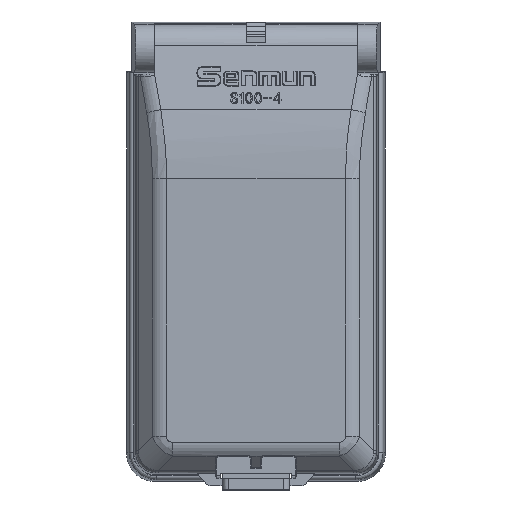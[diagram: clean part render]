
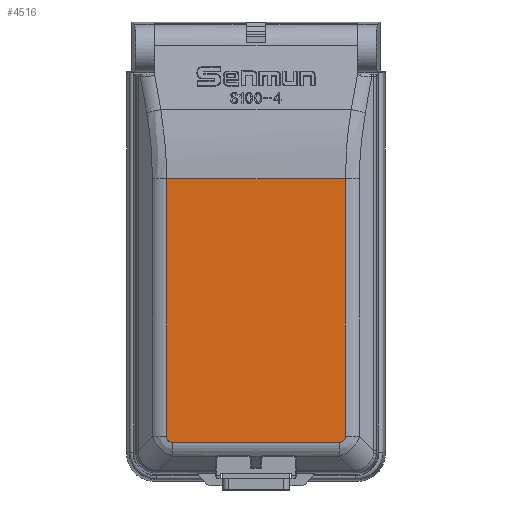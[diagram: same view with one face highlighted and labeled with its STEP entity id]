
A CAD part, top view. The second image highlights one B-rep face of the part: STEP entity #4516.
In plain terms, the highlighted planar face has unit normal (0, 0, 1).
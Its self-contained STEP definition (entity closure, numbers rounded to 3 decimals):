
#488=ELLIPSE('',#27859,3.637,2.1);
#489=ELLIPSE('',#27860,3.637,2.1);
#4516=ADVANCED_FACE('',(#6607),#5538,.F.);
#5538=PLANE('',#27861);
#6607=FACE_OUTER_BOUND('',#8160,.T.);
#8160=EDGE_LOOP('',(#14311,#14312,#14313,#14314,#14315,#14316));
#14311=ORIENTED_EDGE('',*,*,#21111,.T.);
#14312=ORIENTED_EDGE('',*,*,#21112,.T.);
#14313=ORIENTED_EDGE('',*,*,#21113,.T.);
#14314=ORIENTED_EDGE('',*,*,#21114,.T.);
#14315=ORIENTED_EDGE('',*,*,#21115,.T.);
#14316=ORIENTED_EDGE('',*,*,#21116,.T.);
#17977=VERTEX_POINT('',#80359);
#17978=VERTEX_POINT('',#80360);
#17979=VERTEX_POINT('',#80362);
#17980=VERTEX_POINT('',#80364);
#17981=VERTEX_POINT('',#80366);
#17982=VERTEX_POINT('',#80368);
#21111=EDGE_CURVE('',#17977,#17978,#488,.T.);
#21112=EDGE_CURVE('',#17978,#17979,#23714,.T.);
#21113=EDGE_CURVE('',#17979,#17980,#23715,.T.);
#21114=EDGE_CURVE('',#17980,#17981,#23716,.T.);
#21115=EDGE_CURVE('',#17981,#17982,#489,.T.);
#21116=EDGE_CURVE('',#17982,#17977,#23717,.T.);
#23714=LINE('',#80361,#26014);
#23715=LINE('',#80363,#26015);
#23716=LINE('',#80365,#26016);
#23717=LINE('',#80369,#26017);
#26014=VECTOR('',#32995,1.);
#26015=VECTOR('',#32996,1.);
#26016=VECTOR('',#32997,1.);
#26017=VECTOR('',#33000,1.);
#27859=AXIS2_PLACEMENT_3D('',#80358,#32993,#32994);
#27860=AXIS2_PLACEMENT_3D('',#80367,#32998,#32999);
#27861=AXIS2_PLACEMENT_3D('',#80370,#33001,#33002);
#32993=DIRECTION('',(0.,0.,1.));
#32994=DIRECTION('',(0.707,-0.707,0.));
#32995=DIRECTION('',(0.,1.,0.));
#32996=DIRECTION('',(-1.,0.,0.));
#32997=DIRECTION('',(0.,-1.,0.));
#32998=DIRECTION('',(0.,0.,1.));
#32999=DIRECTION('',(-0.707,-0.707,0.));
#33000=DIRECTION('',(1.,0.,0.));
#33001=DIRECTION('',(0.,0.,-1.));
#33002=DIRECTION('',(1.,0.,0.));
#80358=CARTESIAN_POINT('',(224.907,-209.489,22.));
#80359=CARTESIAN_POINT('',(226.392,-212.459,22.));
#80360=CARTESIAN_POINT('',(227.877,-210.974,22.));
#80361=CARTESIAN_POINT('',(227.877,0.,22.));
#80362=CARTESIAN_POINT('',(227.877,-146.279,22.));
#80363=CARTESIAN_POINT('',(0.,-146.279,22.));
#80364=CARTESIAN_POINT('',(182.919,-146.279,22.));
#80365=CARTESIAN_POINT('',(182.919,0.,22.));
#80366=CARTESIAN_POINT('',(182.919,-210.974,22.));
#80367=CARTESIAN_POINT('',(185.889,-209.489,22.));
#80368=CARTESIAN_POINT('',(184.404,-212.459,22.));
#80369=CARTESIAN_POINT('',(0.,-212.459,22.));
#80370=CARTESIAN_POINT('',(0.,0.,22.));
